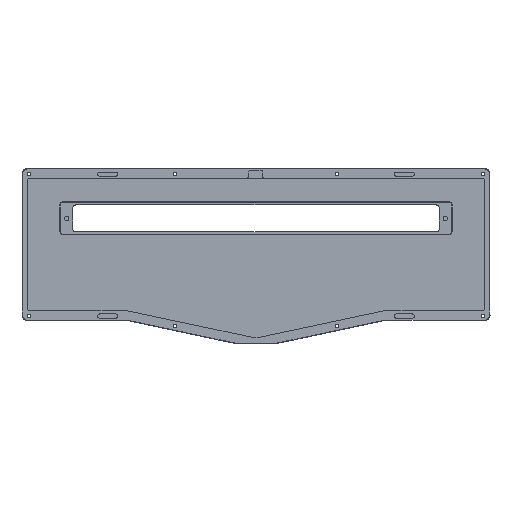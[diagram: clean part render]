
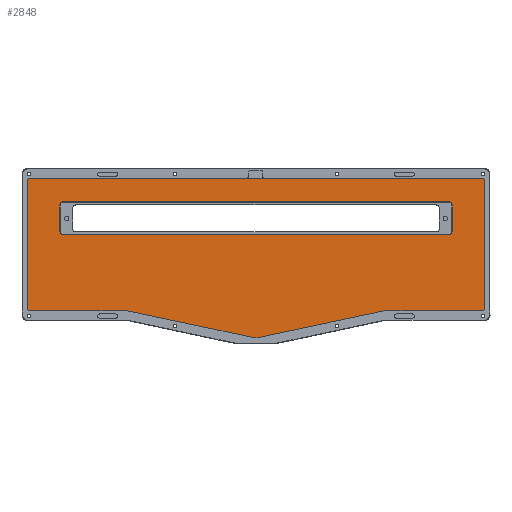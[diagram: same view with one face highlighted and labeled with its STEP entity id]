
A CAD part, top view. The second image highlights one B-rep face of the part: STEP entity #2848.
In plain terms, the highlighted planar face has unit normal (0, 0, 1).
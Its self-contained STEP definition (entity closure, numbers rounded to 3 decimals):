
#35=FACE_BOUND('',#523,.T.);
#81=CIRCLE('',#3023,2.25);
#83=CIRCLE('',#3027,2.25);
#85=CIRCLE('',#3031,2.25);
#86=CIRCLE('',#3034,2.25);
#87=CIRCLE('',#3038,2.);
#88=CIRCLE('',#3039,2.);
#89=CIRCLE('',#3040,2.);
#90=CIRCLE('',#3041,2.);
#342=FACE_OUTER_BOUND('',#522,.T.);
#522=EDGE_LOOP('',(#2153,#2154,#2155,#2156,#2157,#2158,#2159,#2160,#2161,
#2162,#2163,#2164,#2165,#2166));
#523=EDGE_LOOP('',(#2167,#2168,#2169,#2170,#2171,#2172,#2173,#2174));
#746=LINE('',#4826,#1014);
#750=LINE('',#4838,#1018);
#754=LINE('',#4850,#1022);
#758=LINE('',#4858,#1026);
#759=LINE('',#4863,#1027);
#760=LINE('',#4865,#1028);
#761=LINE('',#4867,#1029);
#762=LINE('',#4871,#1030);
#763=LINE('',#4875,#1031);
#764=LINE('',#4879,#1032);
#765=LINE('',#4883,#1033);
#766=LINE('',#4885,#1034);
#767=LINE('',#4887,#1035);
#768=LINE('',#4888,#1036);
#1014=VECTOR('',#3421,10.);
#1018=VECTOR('',#3433,10.);
#1022=VECTOR('',#3445,10.);
#1026=VECTOR('',#3455,10.);
#1027=VECTOR('',#3460,10.);
#1028=VECTOR('',#3461,10.);
#1029=VECTOR('',#3462,10.);
#1030=VECTOR('',#3465,10.);
#1031=VECTOR('',#3468,10.);
#1032=VECTOR('',#3471,10.);
#1033=VECTOR('',#3474,10.);
#1034=VECTOR('',#3475,10.);
#1035=VECTOR('',#3476,10.);
#1036=VECTOR('',#3477,10.);
#1295=VERTEX_POINT('',#4817);
#1297=VERTEX_POINT('',#4821);
#1298=VERTEX_POINT('',#4825);
#1300=VERTEX_POINT('',#4831);
#1302=VERTEX_POINT('',#4837);
#1304=VERTEX_POINT('',#4843);
#1306=VERTEX_POINT('',#4849);
#1307=VERTEX_POINT('',#4854);
#1308=VERTEX_POINT('',#4861);
#1309=VERTEX_POINT('',#4862);
#1310=VERTEX_POINT('',#4864);
#1311=VERTEX_POINT('',#4866);
#1312=VERTEX_POINT('',#4868);
#1313=VERTEX_POINT('',#4870);
#1314=VERTEX_POINT('',#4872);
#1315=VERTEX_POINT('',#4874);
#1316=VERTEX_POINT('',#4876);
#1317=VERTEX_POINT('',#4878);
#1318=VERTEX_POINT('',#4880);
#1319=VERTEX_POINT('',#4882);
#1320=VERTEX_POINT('',#4884);
#1321=VERTEX_POINT('',#4886);
#1608=EDGE_CURVE('',#1297,#1295,#81,.T.);
#1609=EDGE_CURVE('',#1295,#1298,#746,.T.);
#1614=EDGE_CURVE('',#1298,#1300,#83,.T.);
#1615=EDGE_CURVE('',#1300,#1302,#750,.T.);
#1620=EDGE_CURVE('',#1302,#1304,#85,.T.);
#1621=EDGE_CURVE('',#1304,#1306,#754,.T.);
#1625=EDGE_CURVE('',#1306,#1307,#86,.T.);
#1626=EDGE_CURVE('',#1307,#1297,#758,.T.);
#1627=EDGE_CURVE('',#1308,#1309,#759,.T.);
#1628=EDGE_CURVE('',#1310,#1308,#760,.T.);
#1629=EDGE_CURVE('',#1311,#1310,#761,.T.);
#1630=EDGE_CURVE('',#1311,#1312,#87,.T.);
#1631=EDGE_CURVE('',#1313,#1312,#762,.T.);
#1632=EDGE_CURVE('',#1313,#1314,#88,.T.);
#1633=EDGE_CURVE('',#1315,#1314,#763,.T.);
#1634=EDGE_CURVE('',#1315,#1316,#89,.T.);
#1635=EDGE_CURVE('',#1317,#1316,#764,.T.);
#1636=EDGE_CURVE('',#1317,#1318,#90,.T.);
#1637=EDGE_CURVE('',#1319,#1318,#765,.T.);
#1638=EDGE_CURVE('',#1320,#1319,#766,.T.);
#1639=EDGE_CURVE('',#1321,#1320,#767,.T.);
#1640=EDGE_CURVE('',#1309,#1321,#768,.T.);
#2153=ORIENTED_EDGE('',*,*,#1627,.F.);
#2154=ORIENTED_EDGE('',*,*,#1628,.F.);
#2155=ORIENTED_EDGE('',*,*,#1629,.F.);
#2156=ORIENTED_EDGE('',*,*,#1630,.T.);
#2157=ORIENTED_EDGE('',*,*,#1631,.F.);
#2158=ORIENTED_EDGE('',*,*,#1632,.T.);
#2159=ORIENTED_EDGE('',*,*,#1633,.F.);
#2160=ORIENTED_EDGE('',*,*,#1634,.T.);
#2161=ORIENTED_EDGE('',*,*,#1635,.F.);
#2162=ORIENTED_EDGE('',*,*,#1636,.T.);
#2163=ORIENTED_EDGE('',*,*,#1637,.F.);
#2164=ORIENTED_EDGE('',*,*,#1638,.F.);
#2165=ORIENTED_EDGE('',*,*,#1639,.F.);
#2166=ORIENTED_EDGE('',*,*,#1640,.F.);
#2167=ORIENTED_EDGE('',*,*,#1620,.F.);
#2168=ORIENTED_EDGE('',*,*,#1615,.F.);
#2169=ORIENTED_EDGE('',*,*,#1614,.F.);
#2170=ORIENTED_EDGE('',*,*,#1609,.F.);
#2171=ORIENTED_EDGE('',*,*,#1608,.F.);
#2172=ORIENTED_EDGE('',*,*,#1626,.F.);
#2173=ORIENTED_EDGE('',*,*,#1625,.F.);
#2174=ORIENTED_EDGE('',*,*,#1621,.F.);
#2729=PLANE('',#3037);
#2848=ADVANCED_FACE('',(#342,#35),#2729,.F.);
#3023=AXIS2_PLACEMENT_3D('',#4823,#3417,#3418);
#3027=AXIS2_PLACEMENT_3D('',#4835,#3429,#3430);
#3031=AXIS2_PLACEMENT_3D('',#4847,#3441,#3442);
#3034=AXIS2_PLACEMENT_3D('',#4856,#3451,#3452);
#3037=AXIS2_PLACEMENT_3D('',#4860,#3458,#3459);
#3038=AXIS2_PLACEMENT_3D('',#4869,#3463,#3464);
#3039=AXIS2_PLACEMENT_3D('',#4873,#3466,#3467);
#3040=AXIS2_PLACEMENT_3D('',#4877,#3469,#3470);
#3041=AXIS2_PLACEMENT_3D('',#4881,#3472,#3473);
#3417=DIRECTION('center_axis',(0.,0.,1.));
#3418=DIRECTION('ref_axis',(0.707,0.707,0.));
#3421=DIRECTION('',(-1.,0.,0.));
#3429=DIRECTION('center_axis',(0.,0.,1.));
#3430=DIRECTION('ref_axis',(-0.707,0.707,0.));
#3433=DIRECTION('',(0.,-1.,0.));
#3441=DIRECTION('center_axis',(0.,0.,1.));
#3442=DIRECTION('ref_axis',(-0.707,-0.707,0.));
#3445=DIRECTION('',(1.,0.,0.));
#3451=DIRECTION('center_axis',(0.,0.,1.));
#3452=DIRECTION('ref_axis',(0.707,-0.707,0.));
#3455=DIRECTION('',(0.,1.,0.));
#3458=DIRECTION('center_axis',(0.,0.,-1.));
#3459=DIRECTION('ref_axis',(-1.,0.,0.));
#3460=DIRECTION('',(-0.978,-0.208,0.));
#3461=DIRECTION('',(-0.995,-0.105,0.));
#3462=DIRECTION('',(-1.,0.,0.));
#3463=DIRECTION('center_axis',(0.,0.,1.));
#3464=DIRECTION('ref_axis',(0.707,-0.707,0.));
#3465=DIRECTION('',(0.,-1.,0.));
#3466=DIRECTION('center_axis',(0.,0.,1.));
#3467=DIRECTION('ref_axis',(0.707,0.707,0.));
#3468=DIRECTION('',(1.,0.,0.));
#3469=DIRECTION('center_axis',(0.,0.,1.));
#3470=DIRECTION('ref_axis',(-0.707,0.707,0.));
#3471=DIRECTION('',(0.,1.,0.));
#3472=DIRECTION('center_axis',(0.,0.,1.));
#3473=DIRECTION('ref_axis',(-0.707,-0.707,0.));
#3474=DIRECTION('',(-1.,0.,0.));
#3475=DIRECTION('',(-0.995,0.105,0.));
#3476=DIRECTION('',(-0.978,0.208,0.));
#3477=DIRECTION('',(-1.,0.,0.));
#4817=CARTESIAN_POINT('',(143.174,100.797,1.504));
#4821=CARTESIAN_POINT('',(145.424,98.547,1.504));
#4823=CARTESIAN_POINT('Origin',(143.174,98.547,1.504));
#4825=CARTESIAN_POINT('',(-142.826,100.797,1.504));
#4826=CARTESIAN_POINT('',(-64.826,100.797,1.504));
#4831=CARTESIAN_POINT('',(-145.076,98.547,1.504));
#4835=CARTESIAN_POINT('Origin',(-142.826,98.547,1.504));
#4837=CARTESIAN_POINT('',(-145.076,78.547,1.504));
#4838=CARTESIAN_POINT('',(-145.076,68.877,1.504));
#4843=CARTESIAN_POINT('',(-142.826,76.297,1.504));
#4847=CARTESIAN_POINT('Origin',(-142.826,78.547,1.504));
#4849=CARTESIAN_POINT('',(143.174,76.297,1.504));
#4850=CARTESIAN_POINT('',(65.174,76.297,1.504));
#4854=CARTESIAN_POINT('',(145.424,78.547,1.504));
#4856=CARTESIAN_POINT('Origin',(143.174,78.547,1.504));
#4858=CARTESIAN_POINT('',(145.424,88.877,1.504));
#4860=CARTESIAN_POINT('Origin',(0.04,10.049,1.504));
#4861=CARTESIAN_POINT('',(93.996,19.879,1.504));
#4862=CARTESIAN_POINT('',(1.016,0.115,1.504));
#4863=CARTESIAN_POINT('',(48.05,10.112,1.504));
#4864=CARTESIAN_POINT('',(94.984,19.982,1.504));
#4865=CARTESIAN_POINT('',(47.515,14.99,1.504));
#4866=CARTESIAN_POINT('',(167.824,19.982,1.504));
#4867=CARTESIAN_POINT('',(169.824,19.982,1.504));
#4868=CARTESIAN_POINT('',(169.824,21.982,1.504));
#4869=CARTESIAN_POINT('Origin',(167.824,21.982,1.504));
#4870=CARTESIAN_POINT('',(169.824,116.43,1.504));
#4871=CARTESIAN_POINT('',(169.824,118.43,1.504));
#4872=CARTESIAN_POINT('',(167.824,118.43,1.504));
#4873=CARTESIAN_POINT('Origin',(167.824,116.43,1.504));
#4874=CARTESIAN_POINT('',(-167.475,118.43,1.504));
#4875=CARTESIAN_POINT('',(-169.475,118.43,1.504));
#4876=CARTESIAN_POINT('',(-169.475,116.43,1.504));
#4877=CARTESIAN_POINT('Origin',(-167.475,116.43,1.504));
#4878=CARTESIAN_POINT('',(-169.475,22.032,1.504));
#4879=CARTESIAN_POINT('',(-169.475,19.982,1.504));
#4880=CARTESIAN_POINT('',(-167.475,20.032,1.504));
#4881=CARTESIAN_POINT('Origin',(-167.475,22.032,1.504));
#4882=CARTESIAN_POINT('',(-95.36,20.031,1.504));
#4883=CARTESIAN_POINT('',(-95.36,20.031,1.504));
#4884=CARTESIAN_POINT('',(-94.373,19.927,1.504));
#4885=CARTESIAN_POINT('',(-47.169,14.962,1.504));
#4886=CARTESIAN_POINT('',(-1.167,0.115,1.504));
#4887=CARTESIAN_POINT('',(-1.599,0.207,1.504));
#4888=CARTESIAN_POINT('',(0.528,0.115,1.504));
